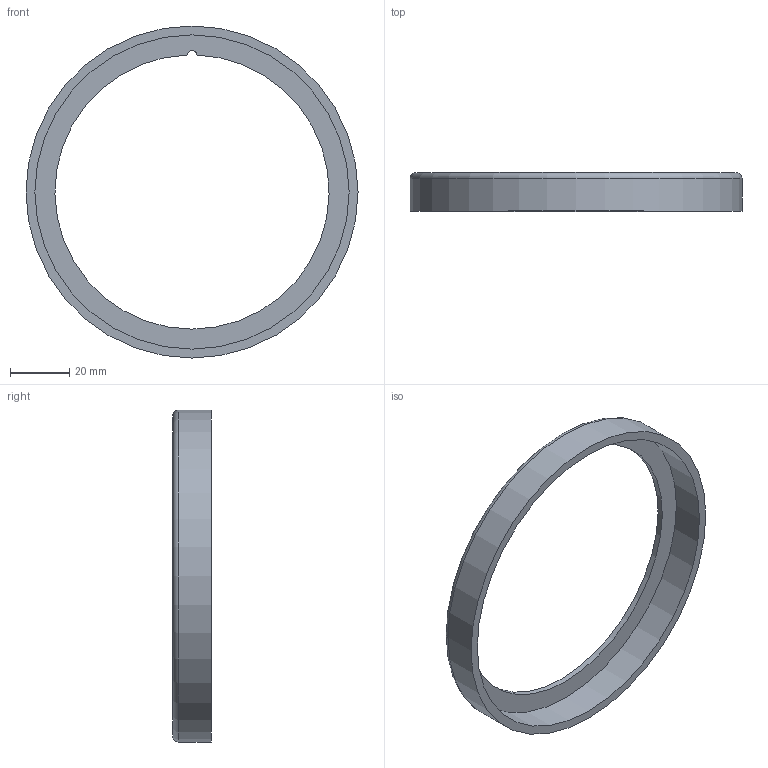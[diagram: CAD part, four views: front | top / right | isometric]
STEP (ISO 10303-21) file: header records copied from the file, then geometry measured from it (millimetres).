
FILE_DESCRIPTION(/* description */ (''),/* implementation_level */ '2;1');
FILE_NAME(/* name */ 'P1_Deluxe_CNC.stp',/* time_stamp */ '2019-04-17T13:02:17+02:00',/* author */ ('Florent RDB'),/* organization */ (''),/* preprocessor_version */ 'ST-DEVELOPER v16.13',/* originating_system */ 'Autodesk Inventor 2018',/* authorisation */ '');
FILE_SCHEMA (('AUTOMOTIVE_DESIGN { 1 0 10303 214 3 1 1 }'));
Length unit declared in the file: millimetre
Products named in the file (1): Deluxe_option2_CNC
Bounding box: 112 x 13 x 112 mm (x, y, z)
Volume: 17257.6 mm3; surface area: 14775 mm2
Topology: 1 solids, 1 shells, 8 faces, 14 edges, 9 vertices
Faces by surface type: cylinder 4, plane 3, torus 1
Full cylindrical faces by diameter (mm): 106 x1, 112 x1
Entity records: 227 total; most frequent: DIRECTION 38, CARTESIAN_POINT 29, ORIENTED_EDGE 22, AXIS2_PLACEMENT_3D 18, EDGE_LOOP 14, EDGE_CURVE 11, CIRCLE 9, VERTEX_POINT 9
